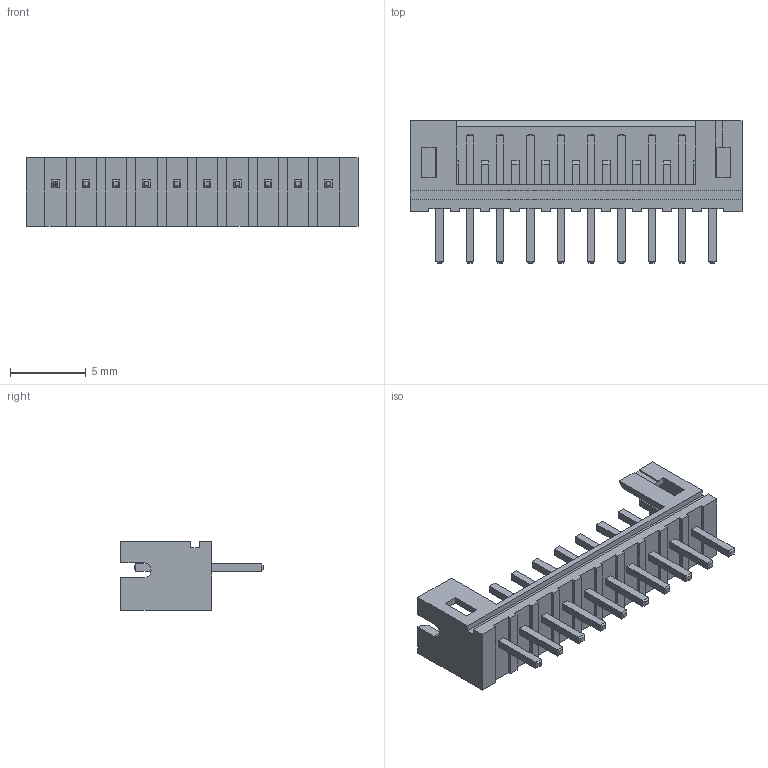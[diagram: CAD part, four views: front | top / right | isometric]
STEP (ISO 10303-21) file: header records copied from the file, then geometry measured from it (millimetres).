
FILE_DESCRIPTION (( 'STEP AP214' ), '1' );
FILE_NAME ('JST-B10B-PH-K-S.STEP', '2020-12-29T22:29:24', ( '' ), ( '' ), 'SwSTEP 2.0', 'SolidWorks 2020', '' );
FILE_SCHEMA (( 'AUTOMOTIVE_DESIGN' ));
Length unit declared in the file: millimetre
Products named in the file (1): JST-B10B-PH-K-S
Bounding box: 21.9 x 9.4 x 4.5 mm (x, y, z)
Volume: 223.2 mm3; surface area: 776 mm2
Topology: 1 solids, 1 shells, 314 faces, 790 edges, 498 vertices
Faces by surface type: plane 310, cylinder 4
Entity records: 12557 total; most frequent: CARTESIAN_POINT 1603, ORIENTED_EDGE 1580, DIRECTION 1428, EDGE_CURVE 790, VECTOR 782, LINE 782, VERTEX_POINT 498, EDGE_LOOP 338
